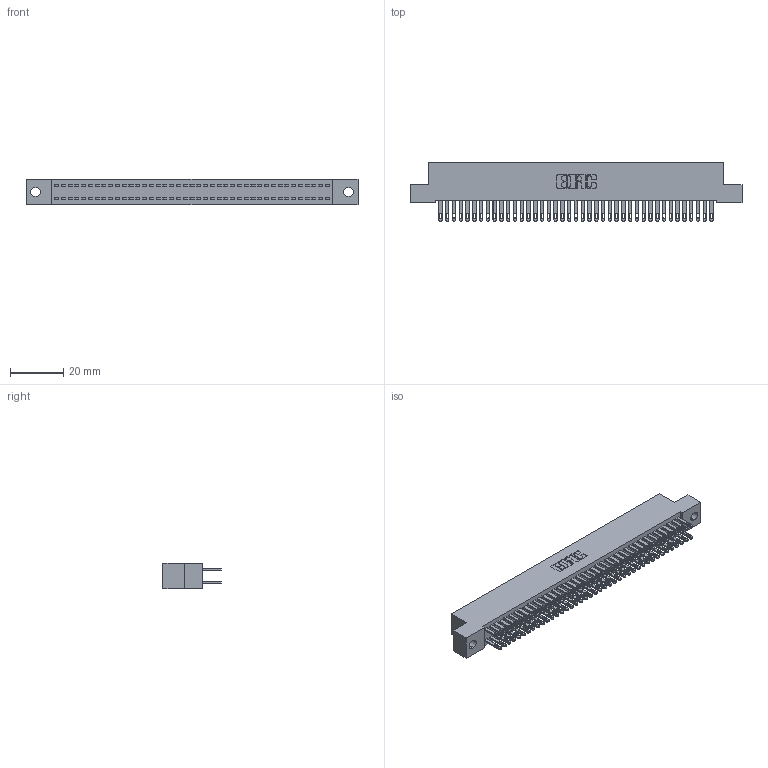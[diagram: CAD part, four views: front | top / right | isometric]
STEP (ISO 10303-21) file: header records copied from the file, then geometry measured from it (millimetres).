
FILE_DESCRIPTION (( 'STEP AP203' ), '1' );
FILE_NAME ('892-082-500-202.STEP', '2020-09-21T20:16:47', ( '' ), ( '' ), 'SwSTEP 2.0', 'SolidWorks 2020', '' );
FILE_SCHEMA (( 'CONFIG_CONTROL_DESIGN' ));
Length unit declared in the file: inch
Products named in the file (3): 842 Part_.128 Slot; 892-082-500-202; 345-292-001_345-293-100
Assembly tree (83 placements, depth 2):
  892-082-500-202
    842 Part_.128 Slot
    345-292-001_345-293-100  x82
Bounding box: 124.46 x 21.85 x 9.4 mm (x, y, z)
Volume: 11376.4 mm3; surface area: 19037.9 mm2
Topology: 83 solids, 83 shells, 4050 faces, 12365 edges, 8242 vertices
Faces by surface type: plane 2530, cylinder 1520
Entity records: 26439 total; most frequent: CARTESIAN_POINT 4382, ORIENTED_EDGE 4318, DIRECTION 3747, EDGE_CURVE 2159, VECTOR 2027, LINE 2027, VERTEX_POINT 1438, AXIS2_PLACEMENT_3D 860
